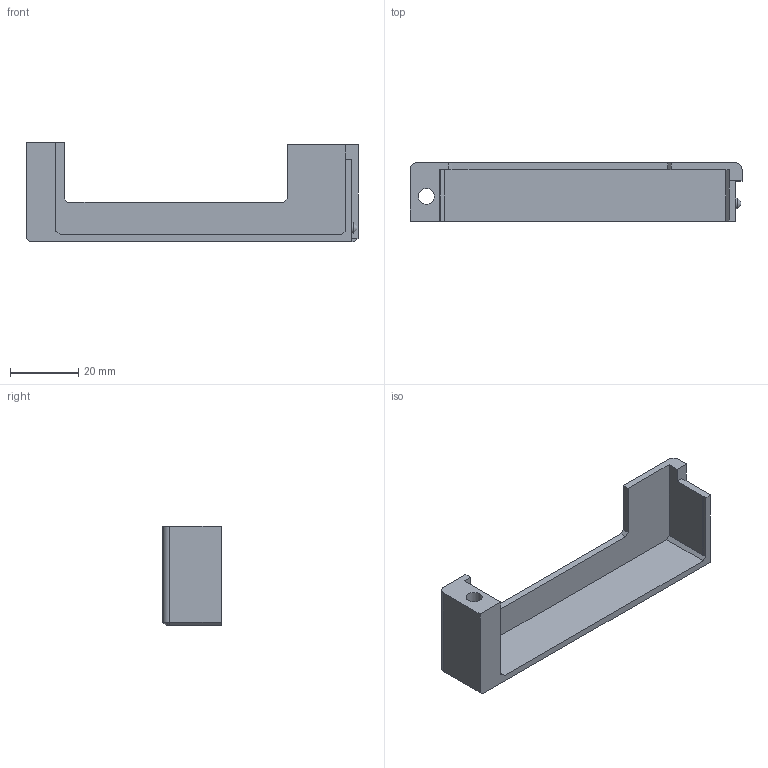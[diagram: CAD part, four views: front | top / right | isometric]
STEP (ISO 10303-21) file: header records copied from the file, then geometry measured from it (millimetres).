
FILE_DESCRIPTION(/* description */ (''),/* implementation_level */ '2;1');
FILE_NAME(/* name */ 'V0_Assembly_Rev2 LP #1 Components & Correction v17.step',/* time_stamp */ '2021-03-17T19:12:49+01:00',/* author */ (''),/* organization */ (''),/* preprocessor_version */ 'ST-DEVELOPER v18.1',/* originating_system */ 'Autodesk Translation Framework v9.10.0.1330',/* authorisation */ '');
FILE_SCHEMA (('AUTOMOTIVE_DESIGN { 1 0 10303 214 3 1 1 }'));
Length unit declared in the file: millimetre
Products named in the file (3): #1214; loicloic mods; LP Menawell Shrout
Assembly tree (2 placements, depth 3):
  #1214
    loicloic mods
      LP Menawell Shrout
Bounding box: 97.1 x 17.1 x 29.1 mm (x, y, z)
Volume: 10006 mm3; surface area: 8626.6 mm2
Topology: 1 solids, 1 shells, 38 faces, 98 edges, 63 vertices
Faces by surface type: plane 30, cone 4, cylinder 4
Full cylindrical faces by diameter (mm): 3.1 x1, 4.7 x1
Entity records: 1229 total; most frequent: CARTESIAN_POINT 204, ORIENTED_EDGE 196, DIRECTION 196, EDGE_CURVE 98, LINE 86, VECTOR 86, VERTEX_POINT 63, AXIS2_PLACEMENT_3D 55
